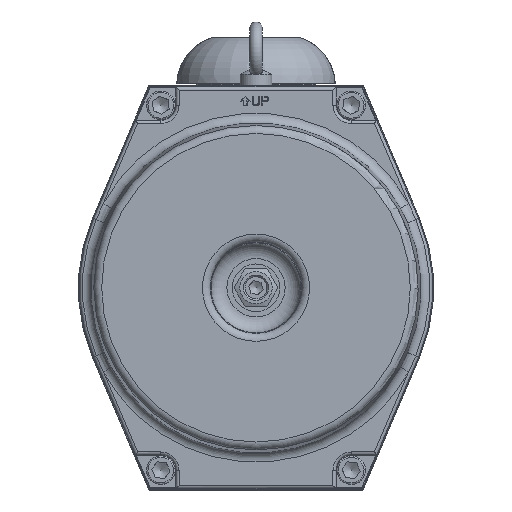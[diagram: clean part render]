
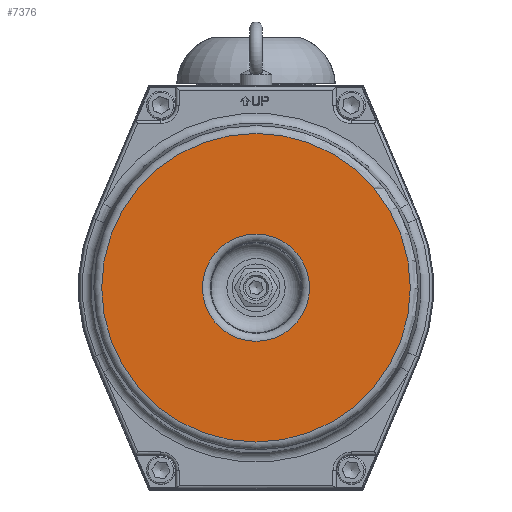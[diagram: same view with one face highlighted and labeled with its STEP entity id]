
A CAD part, front view. The second image highlights one B-rep face of the part: STEP entity #7376.
In plain terms, the highlighted planar face has unit normal (0, -1, 0).
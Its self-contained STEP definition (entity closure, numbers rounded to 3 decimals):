
#1233=PLANE('',#8160);
#1489=CIRCLE('',#8161,97.244);
#1490=CIRCLE('',#8162,33.766);
#2444=ORIENTED_EDGE('',*,*,#4132,.F.);
#2445=ORIENTED_EDGE('',*,*,#4133,.T.);
#4132=EDGE_CURVE('',#5231,#5231,#1489,.T.);
#4133=EDGE_CURVE('',#5232,#5232,#1490,.T.);
#5231=VERTEX_POINT('',#12143);
#5232=VERTEX_POINT('',#12145);
#6228=EDGE_LOOP('',(#2444));
#6229=EDGE_LOOP('',(#2445));
#6801=FACE_BOUND('',#6228,.T.);
#6802=FACE_BOUND('',#6229,.T.);
#7376=ADVANCED_FACE('',(#6801,#6802),#1233,.F.);
#8160=AXIS2_PLACEMENT_3D('',#12141,#9356,#9357);
#8161=AXIS2_PLACEMENT_3D('',#12142,#9358,#9359);
#8162=AXIS2_PLACEMENT_3D('',#12144,#9360,#9361);
#9356=DIRECTION('',(0.,1.,0.));
#9357=DIRECTION('',(0.,0.,1.));
#9358=DIRECTION('',(0.,1.,0.));
#9359=DIRECTION('',(0.,0.,1.));
#9360=DIRECTION('',(0.,1.,0.));
#9361=DIRECTION('',(0.,0.,1.));
#12141=CARTESIAN_POINT('',(0.,-234.,102.));
#12142=CARTESIAN_POINT('',(0.,-234.,0.));
#12143=CARTESIAN_POINT('',(0.,-234.,97.244));
#12144=CARTESIAN_POINT('',(0.,-234.,0.));
#12145=CARTESIAN_POINT('',(0.,-234.,33.766));
